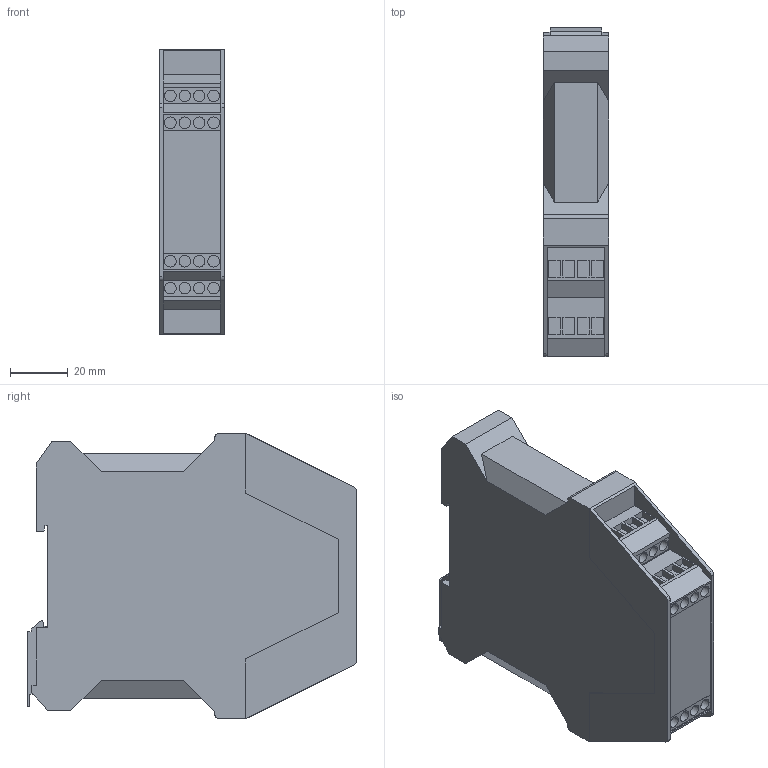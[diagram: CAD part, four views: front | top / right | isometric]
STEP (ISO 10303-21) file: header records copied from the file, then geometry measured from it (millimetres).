
FILE_DESCRIPTION(('starvars output'),'2;1');
FILE_NAME('XPSAC5121_3D.stp','10:40:57 2020/04/01',( 'Thomas Industrial Network Germany GmbH'),( 'Thomas Industrial Network Germany GmbH'),'unknown preprocess','ACIS' ,'unknown authorization');
FILE_SCHEMA(('CONFIG_CONTROL_DESIGN {UNKNOWN IMPLEMENTATION LEVEL}'));
Length unit declared in the file: millimetre
Products named in the file (1): PRODUCT_ID_7
Bounding box: 22.6 x 114.05 x 99 mm (x, y, z)
Volume: 201041.1 mm3; surface area: 30569.2 mm2
Topology: 1 solids, 1 shells, 234 faces, 593 edges, 394 vertices
Faces by surface type: plane 195, cylinder 39
Entity records: 6650 total; most frequent: ORIENTED_EDGE 1186, CARTESIAN_POINT 1137, DIRECTION 993, EDGE_CURVE 593, VECTOR 493, LINE 493, VERTEX_POINT 394, EDGE_LOOP 267
